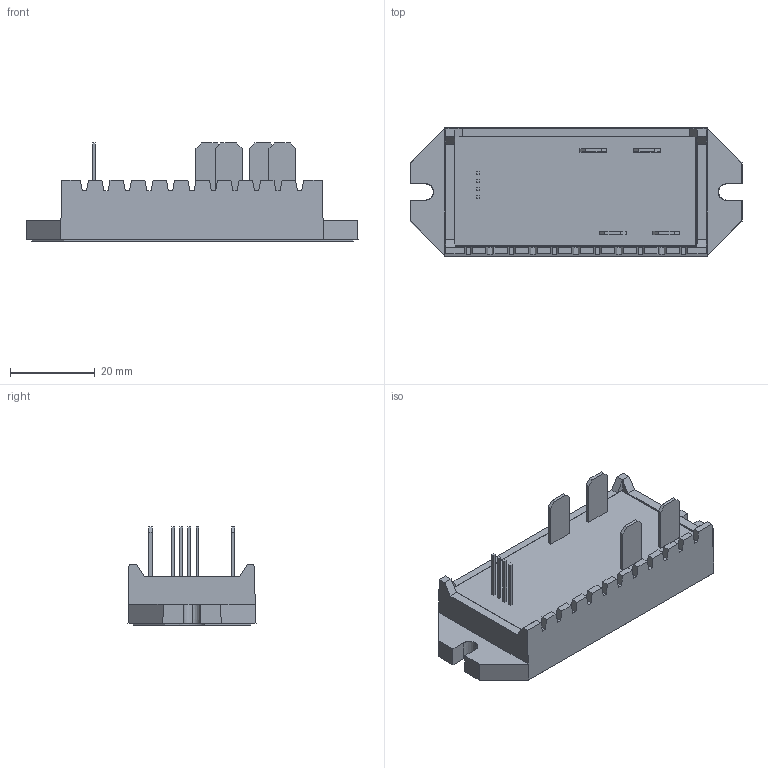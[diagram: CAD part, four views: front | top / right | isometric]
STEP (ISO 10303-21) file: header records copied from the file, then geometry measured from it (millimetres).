
FILE_DESCRIPTION (( 'STEP AP214' ), '1' );
FILE_NAME ('101504.STEP', '2011-08-18T22:03:45', ( 'LALo' ), ( 'Edi Foundation' ), 'SwSTEP 2.0', 'SolidWorks 2011', '' );
FILE_SCHEMA (( 'AUTOMOTIVE_DESIGN' ));
Length unit declared in the file: inch
Products named in the file (1): 101504
Bounding box: 78.38 x 30.23 x 23.14 mm (x, y, z)
Surface area: 15521.5 mm2 (no closed solid volume)
Topology: 0 solids, 182 shells, 182 faces, 948 edges, 948 vertices
Faces by surface type: plane 173, cone 9
Entity records: 10817 total; most frequent: CARTESIAN_POINT 3093, DIRECTION 1068, VERTEX_POINT 948, EDGE_CURVE 948, ORIENTED_EDGE 948, LINE 666, VECTOR 666, B_SPLINE_CURVE_WITH_KNOTS 264
